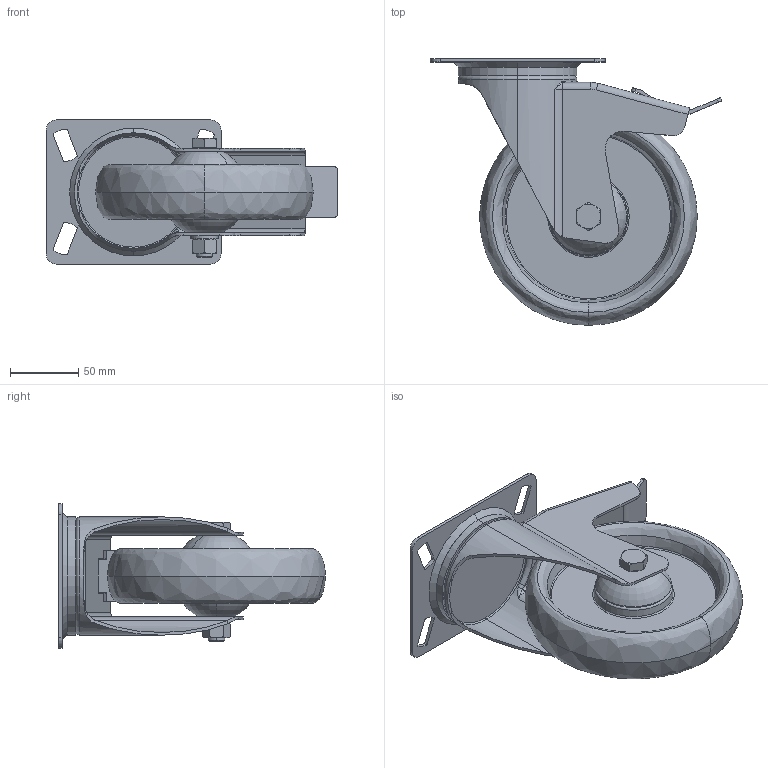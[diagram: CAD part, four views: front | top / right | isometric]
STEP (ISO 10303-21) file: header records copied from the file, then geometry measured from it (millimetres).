
FILE_DESCRIPTION (( 'STEP AP214' ), '1' );
FILE_NAME ('0027338.step', '2021-05-05T11:56:30', ( 'Windows-Benutzer' ), ( '' ), 'SwSTEP 2.0', 'SolidWorks 2020', '' );
FILE_SCHEMA (( 'AUTOMOTIVE_DESIGN' ));
Length unit declared in the file: millimetre
Products named in the file (1): 0027338
Bounding box: 214.25 x 196 x 106 mm (x, y, z)
Volume: 628938.1 mm3; surface area: 230403.3 mm2
Topology: 10 solids, 12 shells, 381 faces, 895 edges, 554 vertices
Faces by surface type: cylinder 123, plane 110, torus 70, cone 54, bspline 24
Entity records: 16001 total; most frequent: CARTESIAN_POINT 2789, DIRECTION 2007, ORIENTED_EDGE 1782, EDGE_CURVE 891, AXIS2_PLACEMENT_3D 846, VERTEX_POINT 554, CIRCLE 488, EDGE_LOOP 431
